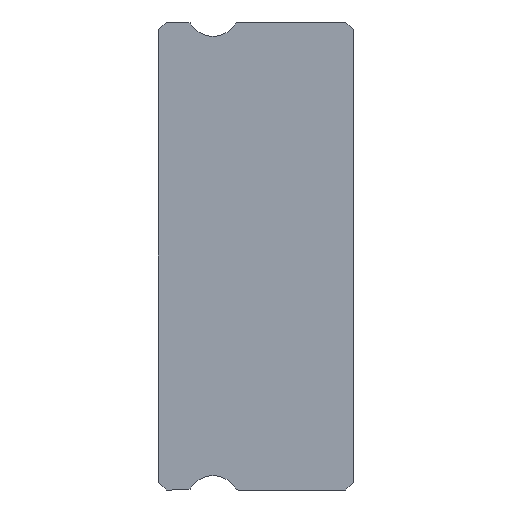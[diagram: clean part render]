
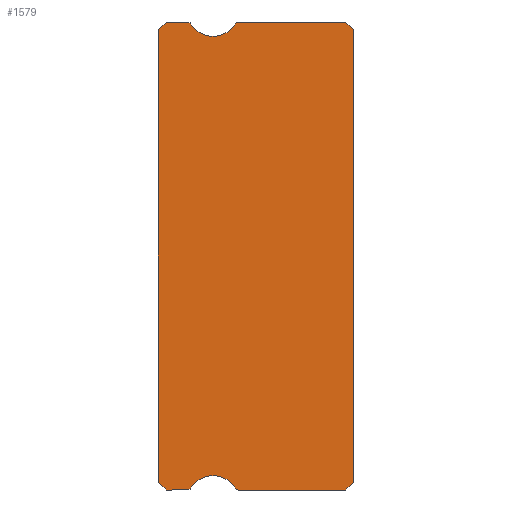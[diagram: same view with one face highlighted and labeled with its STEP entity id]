
A CAD part, left-side view. The second image highlights one B-rep face of the part: STEP entity #1579.
In plain terms, the highlighted planar face has unit normal (-1, 0, 0).
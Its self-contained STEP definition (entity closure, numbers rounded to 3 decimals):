
#3 = AXIS2_PLACEMENT_3D ( 'NONE', #1759, #102, #2299 ) ;
#10 = VERTEX_POINT ( 'NONE', #1387 ) ;
#12 = VECTOR ( 'NONE', #1299, 1000. ) ;
#18 = DIRECTION ( 'NONE',  ( 1., 0., 0. ) ) ;
#36 = CARTESIAN_POINT ( 'NONE',  ( -10., 6.253, -8.928 ) ) ;
#69 = ORIENTED_EDGE ( 'NONE', *, *, #1317, .F. ) ;
#86 = CARTESIAN_POINT ( 'NONE',  ( -10., 5.4, 9.45 ) ) ;
#99 = DIRECTION ( 'NONE',  ( 0., 0., -1. ) ) ;
#102 = DIRECTION ( 'NONE',  ( 1., 0., 0. ) ) ;
#116 = EDGE_CURVE ( 'NONE', #686, #1871, #2116, .T. ) ;
#168 = CARTESIAN_POINT ( 'NONE',  ( -10., 6.381, 8.85 ) ) ;
#175 = CARTESIAN_POINT ( 'NONE',  ( -10., 6.381, 8.85 ) ) ;
#196 = AXIS2_PLACEMENT_3D ( 'NONE', #1626, #1282, #367 ) ;
#207 = VECTOR ( 'NONE', #2257, 1000. ) ;
#258 = LINE ( 'NONE', #2246, #207 ) ;
#270 = ORIENTED_EDGE ( 'NONE', *, *, #2302, .F. ) ;
#282 = CIRCLE ( 'NONE', #196, 1. ) ;
#293 = CIRCLE ( 'NONE', #1486, 0.15 ) ;
#298 = EDGE_CURVE ( 'NONE', #1936, #10, #2201, .T. ) ;
#347 = EDGE_CURVE ( 'NONE', #1183, #1222, #2084, .T. ) ;
#364 = ORIENTED_EDGE ( 'NONE', *, *, #536, .F. ) ;
#367 = DIRECTION ( 'NONE',  ( 0., 0., -1. ) ) ;
#376 = DIRECTION ( 'NONE',  ( 0., 0., -1. ) ) ;
#377 = DIRECTION ( 'NONE',  ( 0., 1., 0. ) ) ;
#428 = DIRECTION ( 'NONE',  ( 0., 0.707, -0.707 ) ) ;
#445 = AXIS2_PLACEMENT_3D ( 'NONE', #86, #832, #99 ) ;
#455 = DIRECTION ( 'NONE',  ( 0., 0., -1. ) ) ;
#490 = DIRECTION ( 'NONE',  ( 0., -1., 0. ) ) ;
#507 = CARTESIAN_POINT ( 'NONE',  ( -10., 4.419, -9. ) ) ;
#513 = ORIENTED_EDGE ( 'NONE', *, *, #2051, .T. ) ;
#536 = EDGE_CURVE ( 'NONE', #792, #1550, #1250, .T. ) ;
#542 = VERTEX_POINT ( 'NONE', #2195 ) ;
#570 = VERTEX_POINT ( 'NONE', #940 ) ;
#573 = CARTESIAN_POINT ( 'NONE',  ( -10., 0., 8.7 ) ) ;
#588 = CARTESIAN_POINT ( 'NONE',  ( -10., 0.3, -9. ) ) ;
#601 = CARTESIAN_POINT ( 'NONE',  ( -10., 4.547, 8.928 ) ) ;
#611 = EDGE_CURVE ( 'NONE', #1683, #686, #2374, .T. ) ;
#627 = CARTESIAN_POINT ( 'NONE',  ( -10., 4.419, -8.85 ) ) ;
#674 = ORIENTED_EDGE ( 'NONE', *, *, #1294, .F. ) ;
#675 = VERTEX_POINT ( 'NONE', #2325 ) ;
#686 = VERTEX_POINT ( 'NONE', #507 ) ;
#691 = CARTESIAN_POINT ( 'NONE',  ( -10., 6.381, -9. ) ) ;
#699 = LINE ( 'NONE', #1436, #1101 ) ;
#751 = CARTESIAN_POINT ( 'NONE',  ( -10., 6.381, 9. ) ) ;
#764 = CARTESIAN_POINT ( 'NONE',  ( -10., 6.381, -8.85 ) ) ;
#774 = DIRECTION ( 'NONE',  ( 0., 0., -1. ) ) ;
#782 = EDGE_CURVE ( 'NONE', #887, #1683, #1528, .T. ) ;
#792 = VERTEX_POINT ( 'NONE', #601 ) ;
#799 = LINE ( 'NONE', #1701, #1561 ) ;
#832 = DIRECTION ( 'NONE',  ( -1., 0., 0. ) ) ;
#871 = CIRCLE ( 'NONE', #445, 1. ) ;
#887 = VERTEX_POINT ( 'NONE', #907 ) ;
#907 = CARTESIAN_POINT ( 'NONE',  ( -10., 0., -8.7 ) ) ;
#919 = DIRECTION ( 'NONE',  ( 1., 0., 0. ) ) ;
#922 = EDGE_CURVE ( 'NONE', #1550, #2144, #699, .T. ) ;
#938 = VERTEX_POINT ( 'NONE', #2175 ) ;
#940 = CARTESIAN_POINT ( 'NONE',  ( -10., 5.4, 8.45 ) ) ;
#947 = VECTOR ( 'NONE', #1862, 1000. ) ;
#996 = CARTESIAN_POINT ( 'NONE',  ( -10., 0., -8.7 ) ) ;
#1010 = CARTESIAN_POINT ( 'NONE',  ( -10., 5.4, -9.45 ) ) ;
#1018 = EDGE_CURVE ( 'NONE', #2144, #542, #258, .T. ) ;
#1044 = DIRECTION ( 'NONE',  ( -1., 0., 0. ) ) ;
#1090 = FACE_OUTER_BOUND ( 'NONE', #1754, .T. ) ;
#1099 = VERTEX_POINT ( 'NONE', #1141 ) ;
#1101 = VECTOR ( 'NONE', #2147, 1000. ) ;
#1136 = ORIENTED_EDGE ( 'NONE', *, *, #1876, .T. ) ;
#1141 = CARTESIAN_POINT ( 'NONE',  ( -10., 6.253, 8.928 ) ) ;
#1146 = CARTESIAN_POINT ( 'NONE',  ( -10., 0.3, 9. ) ) ;
#1158 = CARTESIAN_POINT ( 'NONE',  ( -10., 6.381, -9. ) ) ;
#1183 = VERTEX_POINT ( 'NONE', #36 ) ;
#1210 = ORIENTED_EDGE ( 'NONE', *, *, #2334, .T. ) ;
#1222 = VERTEX_POINT ( 'NONE', #1158 ) ;
#1250 = CIRCLE ( 'NONE', #3, 0.15 ) ;
#1261 = LINE ( 'NONE', #1976, #1368 ) ;
#1282 = DIRECTION ( 'NONE',  ( -1., 0., 0. ) ) ;
#1294 = EDGE_CURVE ( 'NONE', #1871, #1183, #2315, .T. ) ;
#1299 = DIRECTION ( 'NONE',  ( 0., 1., 0. ) ) ;
#1317 = EDGE_CURVE ( 'NONE', #1099, #570, #871, .T. ) ;
#1368 = VECTOR ( 'NONE', #1641, 1000. ) ;
#1374 = DIRECTION ( 'NONE',  ( 1., 0., 0. ) ) ;
#1387 = CARTESIAN_POINT ( 'NONE',  ( -10., 7.2, 9. ) ) ;
#1406 = CARTESIAN_POINT ( 'NONE',  ( -10., 4.547, -8.928 ) ) ;
#1414 = ORIENTED_EDGE ( 'NONE', *, *, #1983, .F. ) ;
#1436 = CARTESIAN_POINT ( 'NONE',  ( -10., 6.381, 9. ) ) ;
#1479 = VECTOR ( 'NONE', #377, 1000. ) ;
#1486 = AXIS2_PLACEMENT_3D ( 'NONE', #175, #1681, #2015 ) ;
#1502 = CARTESIAN_POINT ( 'NONE',  ( -10., 7.2, -9. ) ) ;
#1528 = LINE ( 'NONE', #996, #947 ) ;
#1550 = VERTEX_POINT ( 'NONE', #1657 ) ;
#1561 = VECTOR ( 'NONE', #428, 1000. ) ;
#1579 = ADVANCED_FACE ( 'NONE', ( #1090 ), #2354, .F. ) ;
#1598 = AXIS2_PLACEMENT_3D ( 'NONE', #1010, #1044, #1744 ) ;
#1626 = CARTESIAN_POINT ( 'NONE',  ( -10., 5.4, 9.45 ) ) ;
#1641 = DIRECTION ( 'NONE',  ( 0., 0., 1. ) ) ;
#1651 = DIRECTION ( 'NONE',  ( 0., 0., 1. ) ) ;
#1657 = CARTESIAN_POINT ( 'NONE',  ( -10., 4.419, 9. ) ) ;
#1681 = DIRECTION ( 'NONE',  ( 1., 0., 0. ) ) ;
#1683 = VERTEX_POINT ( 'NONE', #588 ) ;
#1694 = DIRECTION ( 'NONE',  ( 0., -0.707, -0.707 ) ) ;
#1699 = EDGE_CURVE ( 'NONE', #675, #2362, #2373, .T. ) ;
#1701 = CARTESIAN_POINT ( 'NONE',  ( -10., 7.5, 8.7 ) ) ;
#1744 = DIRECTION ( 'NONE',  ( 0., 0., -1. ) ) ;
#1750 = AXIS2_PLACEMENT_3D ( 'NONE', #168, #919, #376 ) ;
#1754 = EDGE_LOOP ( 'NONE', ( #1763, #2355, #1136, #2061, #674, #1775, #2245, #2070, #1210, #2252, #1883, #364, #270, #69, #1414, #1848, #513 ) ) ;
#1759 = CARTESIAN_POINT ( 'NONE',  ( -10., 4.419, 8.85 ) ) ;
#1763 = ORIENTED_EDGE ( 'NONE', *, *, #2320, .F. ) ;
#1775 = ORIENTED_EDGE ( 'NONE', *, *, #116, .F. ) ;
#1805 = LINE ( 'NONE', #573, #1886 ) ;
#1826 = CARTESIAN_POINT ( 'NONE',  ( -10., 7.2, 9. ) ) ;
#1848 = ORIENTED_EDGE ( 'NONE', *, *, #298, .T. ) ;
#1862 = DIRECTION ( 'NONE',  ( 0., 0.707, -0.707 ) ) ;
#1871 = VERTEX_POINT ( 'NONE', #1406 ) ;
#1876 = EDGE_CURVE ( 'NONE', #2362, #1222, #2121, .T. ) ;
#1883 = ORIENTED_EDGE ( 'NONE', *, *, #922, .F. ) ;
#1886 = VECTOR ( 'NONE', #1651, 1000. ) ;
#1936 = VERTEX_POINT ( 'NONE', #751 ) ;
#1976 = CARTESIAN_POINT ( 'NONE',  ( -10., 7.5, 8.85 ) ) ;
#1983 = EDGE_CURVE ( 'NONE', #1936, #1099, #293, .T. ) ;
#2015 = DIRECTION ( 'NONE',  ( 0., 0., -1. ) ) ;
#2051 = EDGE_CURVE ( 'NONE', #10, #938, #799, .T. ) ;
#2061 = ORIENTED_EDGE ( 'NONE', *, *, #347, .F. ) ;
#2070 = ORIENTED_EDGE ( 'NONE', *, *, #782, .F. ) ;
#2084 = CIRCLE ( 'NONE', #2316, 0.15 ) ;
#2085 = VECTOR ( 'NONE', #1694, 1000. ) ;
#2116 = CIRCLE ( 'NONE', #2230, 0.15 ) ;
#2121 = LINE ( 'NONE', #2328, #2122 ) ;
#2122 = VECTOR ( 'NONE', #490, 1000. ) ;
#2144 = VERTEX_POINT ( 'NONE', #1146 ) ;
#2147 = DIRECTION ( 'NONE',  ( 0., -1., 0. ) ) ;
#2175 = CARTESIAN_POINT ( 'NONE',  ( -10., 7.5, 8.7 ) ) ;
#2195 = CARTESIAN_POINT ( 'NONE',  ( -10., 0., 8.7 ) ) ;
#2201 = LINE ( 'NONE', #1826, #12 ) ;
#2230 = AXIS2_PLACEMENT_3D ( 'NONE', #627, #1374, #455 ) ;
#2245 = ORIENTED_EDGE ( 'NONE', *, *, #611, .F. ) ;
#2246 = CARTESIAN_POINT ( 'NONE',  ( -10., 0.3, 9. ) ) ;
#2252 = ORIENTED_EDGE ( 'NONE', *, *, #1018, .F. ) ;
#2257 = DIRECTION ( 'NONE',  ( 0., -0.707, -0.707 ) ) ;
#2299 = DIRECTION ( 'NONE',  ( 0., 0., -1. ) ) ;
#2302 = EDGE_CURVE ( 'NONE', #570, #792, #282, .T. ) ;
#2315 = CIRCLE ( 'NONE', #1598, 1. ) ;
#2316 = AXIS2_PLACEMENT_3D ( 'NONE', #764, #18, #774 ) ;
#2320 = EDGE_CURVE ( 'NONE', #675, #938, #1261, .T. ) ;
#2325 = CARTESIAN_POINT ( 'NONE',  ( -10., 7.5, -8.7 ) ) ;
#2328 = CARTESIAN_POINT ( 'NONE',  ( -10., 6.381, -9. ) ) ;
#2334 = EDGE_CURVE ( 'NONE', #887, #542, #1805, .T. ) ;
#2354 = PLANE ( 'NONE',  #1750 ) ;
#2355 = ORIENTED_EDGE ( 'NONE', *, *, #1699, .T. ) ;
#2362 = VERTEX_POINT ( 'NONE', #2375 ) ;
#2373 = LINE ( 'NONE', #1502, #2085 ) ;
#2374 = LINE ( 'NONE', #691, #1479 ) ;
#2375 = CARTESIAN_POINT ( 'NONE',  ( -10., 7.2, -9. ) ) ;
